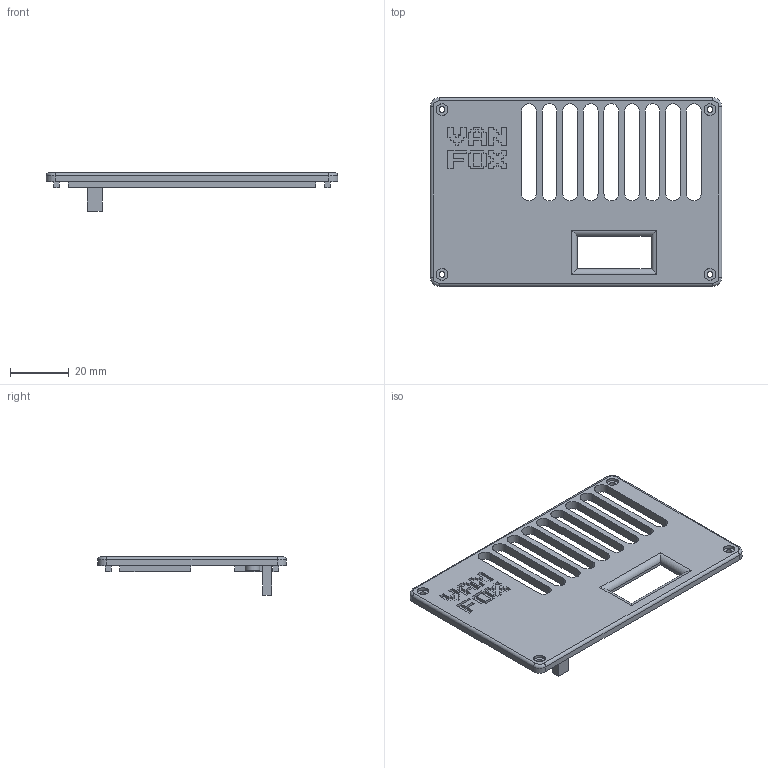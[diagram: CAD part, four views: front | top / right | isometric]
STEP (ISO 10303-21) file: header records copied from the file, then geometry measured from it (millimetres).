
FILE_DESCRIPTION(('FreeCAD Model'),'2;1');
FILE_NAME('Open CASCADE Shape Model','2025-10-19T19:46:44',(''),(''), 'Open CASCADE STEP processor 7.8','FreeCAD','Unknown');
FILE_SCHEMA(('AUTOMOTIVE_DESIGN { 1 0 10303 214 1 1 1 1 }'));
Length unit declared in the file: millimetre
Products named in the file (1): Body
Bounding box: 99 x 64 x 13 mm (x, y, z)
Volume: 14242.7 mm3; surface area: 13289.9 mm2
Topology: 1 solids, 1 shells, 245 faces, 654 edges, 432 vertices
Faces by surface type: plane 199, cylinder 42, torus 4
Full cylindrical faces by diameter (mm): 2 x6, 4 x4, 5 x2
Entity records: 7614 total; most frequent: CARTESIAN_POINT 1332, ORIENTED_EDGE 1308, DIRECTION 1230, EDGE_CURVE 654, LINE 570, VECTOR 570, VERTEX_POINT 432, AXIS2_PLACEMENT_3D 330
